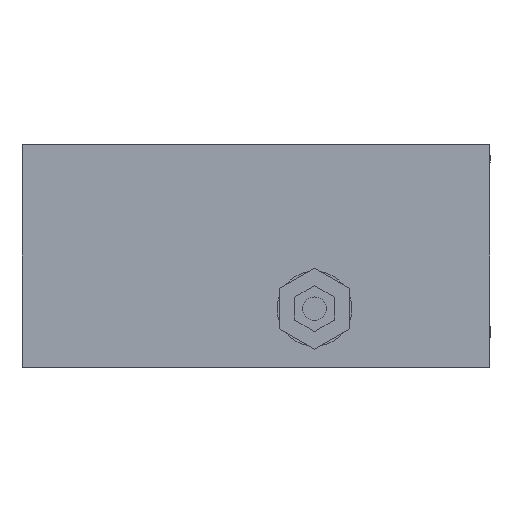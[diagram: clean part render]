
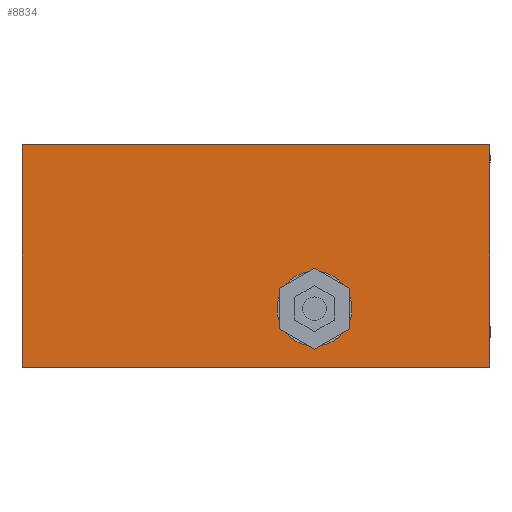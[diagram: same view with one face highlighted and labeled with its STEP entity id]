
A CAD part, front view. The second image highlights one B-rep face of the part: STEP entity #8834.
In plain terms, the highlighted planar face has unit normal (0, -1, 0).
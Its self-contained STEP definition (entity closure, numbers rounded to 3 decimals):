
#235=FACE_BOUND('',#3307,.T.);
#573=PLANE('',#9346);
#959=LINE('',#13403,#1731);
#1347=LINE('',#15202,#2119);
#1349=LINE('',#15240,#2121);
#1350=LINE('',#15289,#2122);
#1731=VECTOR('',#10224,95.);
#2119=VECTOR('',#10888,95.);
#2121=VECTOR('',#10934,200.);
#2122=VECTOR('',#10985,200.);
#2664=FACE_OUTER_BOUND('',#3306,.T.);
#3306=EDGE_LOOP('',(#8024,#8025,#8026,#8027));
#3307=EDGE_LOOP('',(#8028));
#3659=CIRCLE('',#9347,16.);
#4321=VERTEX_POINT('',#13400);
#4322=VERTEX_POINT('',#13402);
#4666=VERTEX_POINT('',#15199);
#4667=VERTEX_POINT('',#15201);
#4708=VERTEX_POINT('',#15298);
#5319=EDGE_CURVE('',#4321,#4322,#959,.T.);
#5832=EDGE_CURVE('',#4666,#4667,#1347,.T.);
#5848=EDGE_CURVE('',#4322,#4666,#1349,.T.);
#5872=EDGE_CURVE('',#4321,#4667,#1350,.T.);
#5876=EDGE_CURVE('',#4708,#4708,#3659,.T.);
#8024=ORIENTED_EDGE('',*,*,#5872,.T.);
#8025=ORIENTED_EDGE('',*,*,#5832,.F.);
#8026=ORIENTED_EDGE('',*,*,#5848,.F.);
#8027=ORIENTED_EDGE('',*,*,#5319,.F.);
#8028=ORIENTED_EDGE('',*,*,#5876,.F.);
#8834=ADVANCED_FACE('',(#2664,#235),#573,.T.);
#9346=AXIS2_PLACEMENT_3D('',#15297,#10994,#10995);
#9347=AXIS2_PLACEMENT_3D('',#15299,#10996,#10997);
#10224=DIRECTION('',(0.,0.,1.));
#10888=DIRECTION('',(0.,0.,-1.));
#10934=DIRECTION('',(1.,0.,0.));
#10985=DIRECTION('',(1.,0.,0.));
#10994=DIRECTION('center_axis',(0.,-1.,0.));
#10995=DIRECTION('ref_axis',(0.,0.,1.));
#10996=DIRECTION('center_axis',(0.,-1.,0.));
#10997=DIRECTION('ref_axis',(-1.,0.,0.));
#13400=CARTESIAN_POINT('',(540.,0.,45.));
#13402=CARTESIAN_POINT('',(540.,0.,140.));
#13403=CARTESIAN_POINT('',(540.,0.,45.));
#15199=CARTESIAN_POINT('',(740.,0.,140.));
#15201=CARTESIAN_POINT('',(740.,0.,45.));
#15202=CARTESIAN_POINT('',(740.,0.,140.));
#15240=CARTESIAN_POINT('',(540.,0.,140.));
#15289=CARTESIAN_POINT('',(540.,0.,45.));
#15297=CARTESIAN_POINT('Origin',(540.,0.,45.));
#15298=CARTESIAN_POINT('',(681.,0.,70.));
#15299=CARTESIAN_POINT('Origin',(665.,0.,70.));
